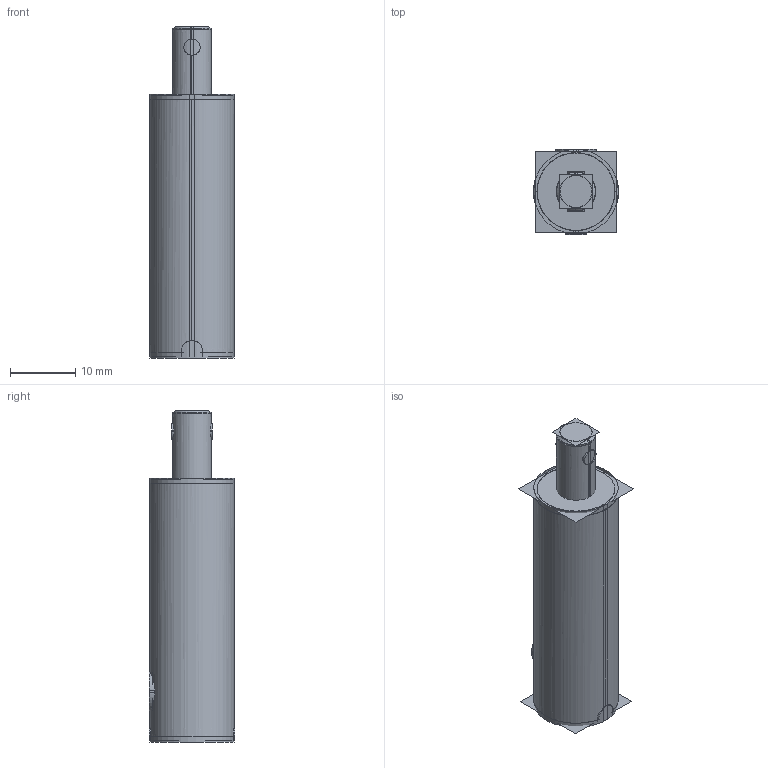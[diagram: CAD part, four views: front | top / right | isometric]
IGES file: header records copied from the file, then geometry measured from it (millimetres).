
Start section:  PTC IGES file: 220718.igs
Global section: file name: 220718.igs; native system: Creo Parametric by PTC Inc.; preprocessor: 2019292; author: PDMAdmin; organization: Unknown; date: 20201123.154013; units: millimetre
Bounding box: 13.09 x 13.16 x 51.03 mm (x, y, z)
Volume: 5194.6 mm3; surface area: 10293.6 mm2
Topology: 2 solids, 2 shells, 128 faces, 736 edges, 958 vertices
Faces by surface type: revolution 108, bspline 20
